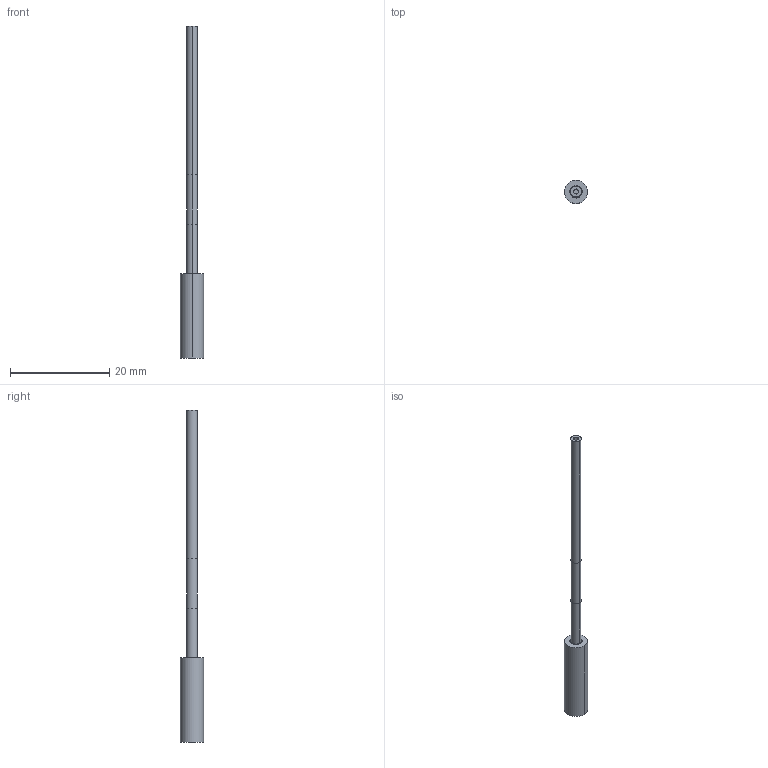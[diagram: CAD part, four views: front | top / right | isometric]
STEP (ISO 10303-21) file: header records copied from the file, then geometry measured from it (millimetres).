
FILE_DESCRIPTION((''),'2;1');
FILE_NAME('194014_ASM','2016-04-01T',('PDMAdmin'),(''),'PRO/ENGINEER BY PARAMETRIC TECHNOLOGY CORPORATION, 2013230','PRO/ENGINEER BY PARAMETRIC TECHNOLOGY CORPORATION, 2013230','');
FILE_SCHEMA(('CONFIG_CONTROL_DESIGN'));
Length unit declared in the file: inch
Products named in the file (5): 39189; 10140; FIBER_CORE_1MM; 40424_ASM; 194014_ASM
Assembly tree (4 placements, depth 3):
  194014_ASM
    40424_ASM
      39189
      10140
      FIBER_CORE_1MM
Bounding box: 4.7 x 4.7 x 67.02 mm (x, y, z)
Volume: 429.7 mm3; surface area: 1212.4 mm2
Topology: 3 solids, 4 shells, 30 faces, 60 edges, 36 vertices
Faces by surface type: cylinder 18, plane 6, bspline 4, cone 2
Entity records: 1107 total; most frequent: CARTESIAN_POINT 324, DIRECTION 172, ORIENTED_EDGE 116, AXIS2_PLACEMENT_3D 76, EDGE_CURVE 60, VERTEX_POINT 36, CIRCLE 36, EDGE_LOOP 34
